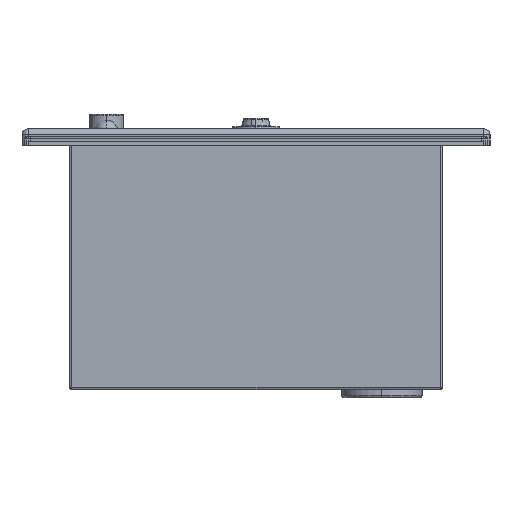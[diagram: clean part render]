
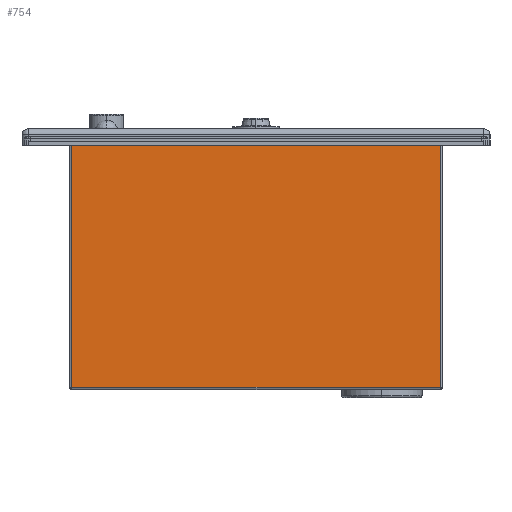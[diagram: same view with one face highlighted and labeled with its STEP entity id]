
A CAD part, left-side view. The second image highlights one B-rep face of the part: STEP entity #754.
In plain terms, the highlighted planar face has unit normal (-1, 0, 0).
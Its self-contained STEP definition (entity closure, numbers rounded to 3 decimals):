
#245=CARTESIAN_POINT('Vertex',(-201.,44.5,59.5)) ;
#289=CARTESIAN_POINT('Line Origine',(-201.,0.,59.5)) ;
#293=CARTESIAN_POINT('Vertex',(-201.,-44.5,59.5)) ;
#629=CARTESIAN_POINT('Vertex',(-201.,44.5,0.5)) ;
#632=CARTESIAN_POINT('Line Origine',(-201.,44.5,30.5)) ;
#731=CARTESIAN_POINT('Axis2P3D Location',(-201.,-45.,0.)) ;
#736=CARTESIAN_POINT('Line Origine',(-201.,0.,0.5)) ;
#740=CARTESIAN_POINT('Vertex',(-201.,-44.5,0.5)) ;
#743=CARTESIAN_POINT('Line Origine',(-201.,-44.5,30.)) ;
#290=DIRECTION('Vector Direction',(0.,1.,0.)) ;
#633=DIRECTION('Vector Direction',(0.,0.,1.)) ;
#732=DIRECTION('Axis2P3D Direction',(1.,0.,0.)) ;
#733=DIRECTION('Axis2P3D XDirection',(0.,1.,0.)) ;
#737=DIRECTION('Vector Direction',(0.,1.,0.)) ;
#744=DIRECTION('Vector Direction',(0.,0.,1.)) ;
#734=AXIS2_PLACEMENT_3D('Plane Axis2P3D',#731,#732,#733) ;
#749=ORIENTED_EDGE('',*,*,#295,.F.) ;
#750=ORIENTED_EDGE('',*,*,#636,.F.) ;
#751=ORIENTED_EDGE('',*,*,#742,.T.) ;
#752=ORIENTED_EDGE('',*,*,#747,.T.) ;
#291=VECTOR('Line Direction',#290,1.) ;
#634=VECTOR('Line Direction',#633,1.) ;
#738=VECTOR('Line Direction',#737,1.) ;
#745=VECTOR('Line Direction',#744,1.) ;
#754=ADVANCED_FACE('PartBody',(#753),#735,.F.) ;
#295=EDGE_CURVE('',#246,#294,#292,.F.) ;
#636=EDGE_CURVE('',#630,#246,#635,.T.) ;
#742=EDGE_CURVE('',#630,#741,#739,.F.) ;
#747=EDGE_CURVE('',#741,#294,#746,.T.) ;
#748=EDGE_LOOP('',(#749,#750,#751,#752)) ;
#753=FACE_OUTER_BOUND('',#748,.T.) ;
#292=LINE('Line',#289,#291) ;
#635=LINE('Line',#632,#634) ;
#739=LINE('Line',#736,#738) ;
#746=LINE('Line',#743,#745) ;
#735=PLANE('',#734) ;
#246=VERTEX_POINT('',#245) ;
#294=VERTEX_POINT('',#293) ;
#630=VERTEX_POINT('',#629) ;
#741=VERTEX_POINT('',#740) ;
